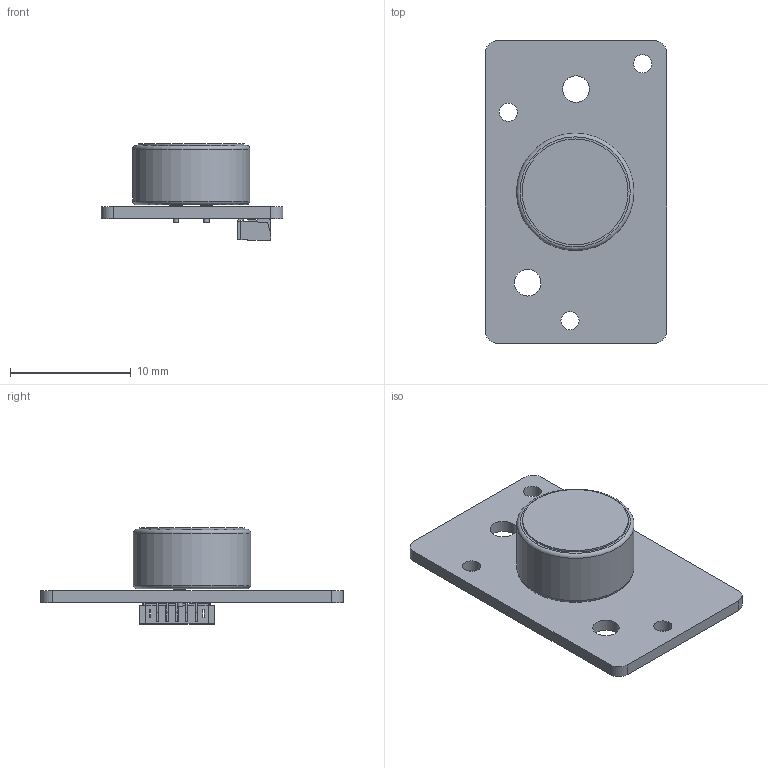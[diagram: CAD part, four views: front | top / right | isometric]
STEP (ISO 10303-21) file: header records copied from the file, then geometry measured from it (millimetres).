
FILE_DESCRIPTION(('Open CASCADE Model'),'2;1');
FILE_NAME('Open CASCADE Shape Model','2022-09-09T12:10:37',('Author'),( 'Open CASCADE'),'Open CASCADE STEP processor 6.8','Open CASCADE 6.8' ,'Unknown');
FILE_SCHEMA(('AUTOMOTIVE_DESIGN { 1 0 10303 214 1 1 1 1 }'));
Length unit declared in the file: millimetre
Products named in the file (7): PCB; Board; Open CASCADE STEP translator 6.8 1.1.1; U1; Analog_Mic-2R5-D9R7X4R8; J1; BTW1X5-0R8-SR-M
Assembly tree (6 placements, depth 3):
  PCB
    Board
      Open CASCADE STEP translator 6.8 1.1.1
    U1
      Analog_Mic-2R5-D9R7X4R8
    J1
      BTW1X5-0R8-SR-M
Bounding box: 15 x 25 x 8 mm (x, y, z)
Volume: 731 mm3; surface area: 1262.8 mm2
Topology: 3 solids, 3 shells, 281 faces, 860 edges, 563 vertices
Faces by surface type: plane 216, cylinder 62, torus 3
Full cylindrical faces by diameter (mm): 0.45 x2, 0.7 x6, 0.8 x2, 1 x2, 1.5 x3, 2.2 x2, 8.5 x1, 8.75 x1, 9.7 x1
Entity records: 11561 total; most frequent: CARTESIAN_POINT 1740, ORIENTED_EDGE 1720, DIRECTION 1549, EDGE_CURVE 860, LINE 715, VECTOR 715, VERTEX_POINT 563, AXIS2_PLACEMENT_3D 417
